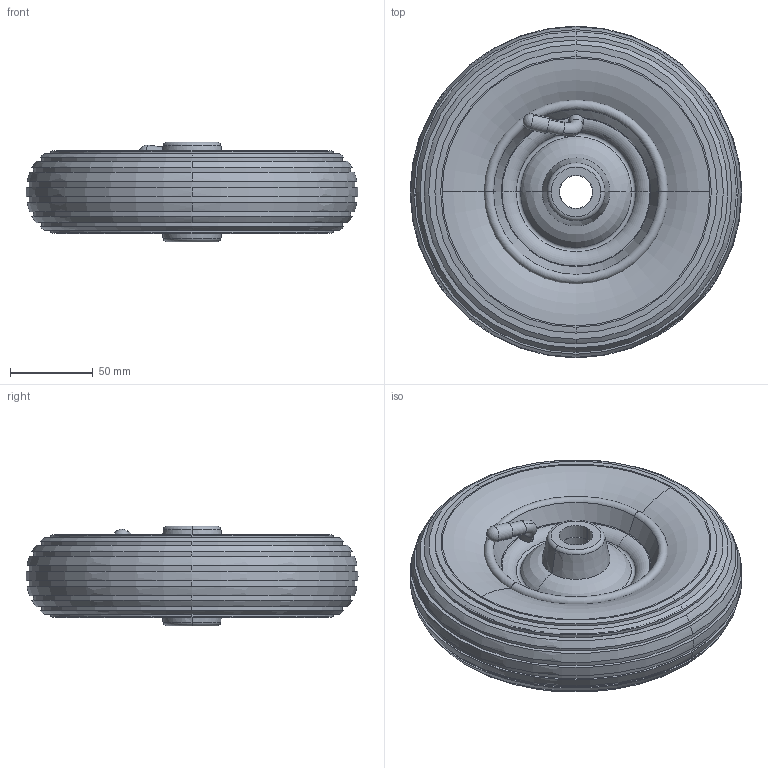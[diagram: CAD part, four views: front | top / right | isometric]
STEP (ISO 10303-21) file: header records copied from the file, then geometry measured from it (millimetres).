
FILE_DESCRIPTION (( 'STEP AP214' ), '1' );
FILE_NAME ('0022845_LRS1-200-50-60-R20-PR4.STEP', '2016-12-08T10:57:06', ( '' ), ( '' ), 'SwSTEP 2.0', 'SolidWorks 2016', '' );
FILE_SCHEMA (( 'AUTOMOTIVE_DESIGN' ));
Length unit declared in the file: millimetre
Products named in the file (1): 0022845_LRS1-200-50-60-R20-PR4
Bounding box: 199.97 x 200 x 60 mm (x, y, z)
Surface area: 172656.3 mm2 (no closed solid volume)
Topology: 0 solids, 8 shells, 130 faces, 297 edges, 188 vertices
Faces by surface type: torus 47, cylinder 30, bspline 22, plane 22, cone 8, sphere 1
Entity records: 5608 total; most frequent: CARTESIAN_POINT 1225, DIRECTION 700, ORIENTED_EDGE 552, AXIS2_PLACEMENT_3D 331, EDGE_CURVE 294, CIRCLE 222, VERTEX_POINT 186, EDGE_LOOP 152
